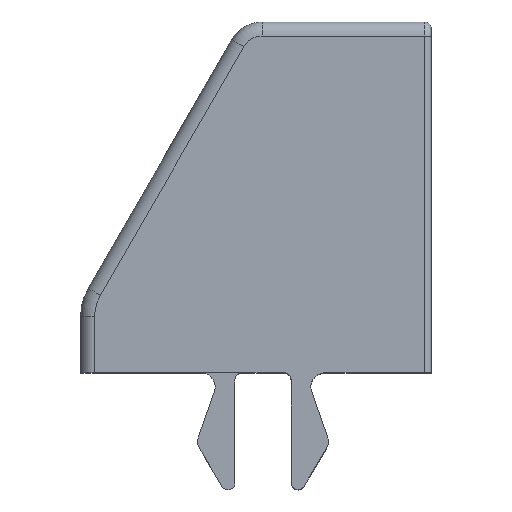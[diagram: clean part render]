
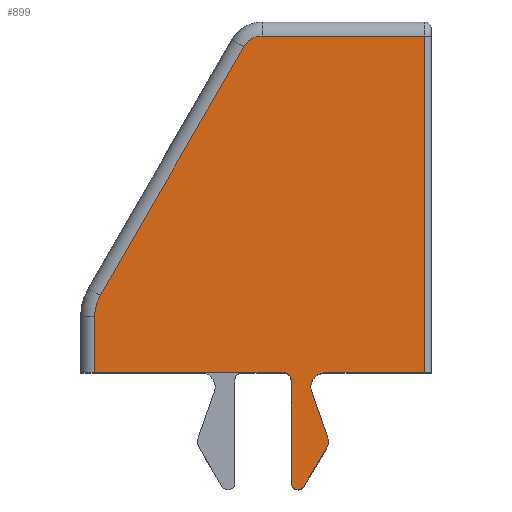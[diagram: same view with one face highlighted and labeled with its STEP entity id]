
A CAD part, top view. The second image highlights one B-rep face of the part: STEP entity #899.
In plain terms, the highlighted face is planar.
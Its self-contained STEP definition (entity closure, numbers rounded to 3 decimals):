
#45 = LINE ( 'NONE', #2457, #887 ) ;
#81 = CARTESIAN_POINT ( 'NONE',  ( 24., -21., 0. ) ) ;
#167 = VECTOR ( 'NONE', #2966, 1000. ) ;
#190 = VERTEX_POINT ( 'NONE', #1331 ) ;
#258 = ORIENTED_EDGE ( 'NONE', *, *, #2219, .T. ) ;
#263 = DIRECTION ( 'NONE',  ( 0., 0., 1. ) ) ;
#265 = DIRECTION ( 'NONE',  ( 1., 0., 0. ) ) ;
#271 = FACE_OUTER_BOUND ( 'NONE', #2729, .T. ) ;
#272 = DIRECTION ( 'NONE',  ( 0., -1., 0. ) ) ;
#301 = VERTEX_POINT ( 'NONE', #2282 ) ;
#313 = LINE ( 'NONE', #1732, #973 ) ;
#340 = ORIENTED_EDGE ( 'NONE', *, *, #2722, .T. ) ;
#354 = VECTOR ( 'NONE', #2451, 1000. ) ;
#372 = DIRECTION ( 'NONE',  ( 0., -1., 0. ) ) ;
#460 = CARTESIAN_POINT ( 'NONE',  ( -4.561, -7.404, 0. ) ) ;
#466 = ORIENTED_EDGE ( 'NONE', *, *, #2811, .T. ) ;
#472 = VERTEX_POINT ( 'NONE', #902 ) ;
#507 = AXIS2_PLACEMENT_3D ( 'NONE', #1894, #263, #2159 ) ;
#540 = VERTEX_POINT ( 'NONE', #2516 ) ;
#557 = DIRECTION ( 'NONE',  ( 0., 0., -1. ) ) ;
#566 = VECTOR ( 'NONE', #3084, 1000. ) ;
#724 = AXIS2_PLACEMENT_3D ( 'NONE', #914, #2763, #1206 ) ;
#726 = VERTEX_POINT ( 'NONE', #3314 ) ;
#737 = VERTEX_POINT ( 'NONE', #836 ) ;
#771 = DIRECTION ( 'NONE',  ( 0., 0., -1. ) ) ;
#833 = CARTESIAN_POINT ( 'NONE',  ( 0., -0.5, 0. ) ) ;
#836 = CARTESIAN_POINT ( 'NONE',  ( 23.25, -13.356, 0. ) ) ;
#848 = ORIENTED_EDGE ( 'NONE', *, *, #2891, .T. ) ;
#870 = CARTESIAN_POINT ( 'NONE',  ( 0., 0., 0. ) ) ;
#875 = DIRECTION ( 'NONE',  ( 1., 0., 0. ) ) ;
#887 = VECTOR ( 'NONE', #875, 1000. ) ;
#899 = ADVANCED_FACE ( 'NONE', ( #271 ), #1905, .F. ) ;
#902 = CARTESIAN_POINT ( 'NONE',  ( -1.33, -8.534, 0. ) ) ;
#914 = CARTESIAN_POINT ( 'NONE',  ( 4.01, -21., 0. ) ) ;
#947 = VERTEX_POINT ( 'NONE', #2972 ) ;
#970 = LINE ( 'NONE', #1486, #2987 ) ;
#973 = VECTOR ( 'NONE', #3276, 1000. ) ;
#985 = DIRECTION ( 'NONE',  ( 0., 0., 1. ) ) ;
#1040 = ORIENTED_EDGE ( 'NONE', *, *, #1351, .T. ) ;
#1066 = ORIENTED_EDGE ( 'NONE', *, *, #2195, .T. ) ;
#1115 = EDGE_CURVE ( 'NONE', #3058, #540, #2833, .T. ) ;
#1143 = ORIENTED_EDGE ( 'NONE', *, *, #1656, .T. ) ;
#1206 = DIRECTION ( 'NONE',  ( 1., 0., 0. ) ) ;
#1283 = CIRCLE ( 'NONE', #2426, 0.5 ) ;
#1319 = ORIENTED_EDGE ( 'NONE', *, *, #2626, .T. ) ;
#1324 = LINE ( 'NONE', #2317, #566 ) ;
#1331 = CARTESIAN_POINT ( 'NONE',  ( -5.401, -7.487, 0. ) ) ;
#1351 = EDGE_CURVE ( 'NONE', #726, #301, #313, .T. ) ;
#1364 = AXIS2_PLACEMENT_3D ( 'NONE', #2372, #771, #2632 ) ;
#1411 = ORIENTED_EDGE ( 'NONE', *, *, #1678, .T. ) ;
#1416 = CIRCLE ( 'NONE', #2040, 1. ) ;
#1442 = CARTESIAN_POINT ( 'NONE',  ( -0.5, -10.5, 0. ) ) ;
#1477 = EDGE_CURVE ( 'NONE', #301, #947, #1283, .T. ) ;
#1486 = CARTESIAN_POINT ( 'NONE',  ( 5.51, -23.598, 0. ) ) ;
#1513 = EDGE_CURVE ( 'NONE', #1928, #540, #3171, .T. ) ;
#1596 = DIRECTION ( 'NONE',  ( -1., 0., 0. ) ) ;
#1605 = VECTOR ( 'NONE', #372, 1000. ) ;
#1627 = AXIS2_PLACEMENT_3D ( 'NONE', #1442, #3228, #1691 ) ;
#1656 = EDGE_CURVE ( 'NONE', #472, #3219, #1416, .T. ) ;
#1678 = EDGE_CURVE ( 'NONE', #947, #190, #1324, .T. ) ;
#1691 = DIRECTION ( 'NONE',  ( 1., 0., 0. ) ) ;
#1730 = LINE ( 'NONE', #3190, #2946 ) ;
#1732 = CARTESIAN_POINT ( 'NONE',  ( -9.643, -10., 0. ) ) ;
#1836 = EDGE_CURVE ( 'NONE', #3241, #3219, #1730, .T. ) ;
#1891 = CIRCLE ( 'NONE', #2572, 1.5 ) ;
#1894 = CARTESIAN_POINT ( 'NONE',  ( 4.01, -21., 0. ) ) ;
#1898 = CIRCLE ( 'NONE', #724, 3. ) ;
#1902 = CARTESIAN_POINT ( 'NONE',  ( 0., -7.591, 0. ) ) ;
#1905 = PLANE ( 'NONE',  #507 ) ;
#1908 = DIRECTION ( 'NONE',  ( 0., 0., -1. ) ) ;
#1928 = VERTEX_POINT ( 'NONE', #2710 ) ;
#2040 = AXIS2_PLACEMENT_3D ( 'NONE', #2563, #985, #2830 ) ;
#2146 = EDGE_CURVE ( 'NONE', #737, #2894, #970, .T. ) ;
#2159 = DIRECTION ( 'NONE',  ( 1., 0., 0. ) ) ;
#2182 = CARTESIAN_POINT ( 'NONE',  ( -7.818, -9.5, 0. ) ) ;
#2195 = EDGE_CURVE ( 'NONE', #3104, #3447, #2458, .T. ) ;
#2219 = EDGE_CURVE ( 'NONE', #3241, #3104, #45, .T. ) ;
#2221 = CIRCLE ( 'NONE', #1627, 0.5 ) ;
#2227 = EDGE_CURVE ( 'NONE', #726, #1928, #2221, .T. ) ;
#2230 = VECTOR ( 'NONE', #1596, 1000. ) ;
#2246 = CARTESIAN_POINT ( 'NONE',  ( 5.51, -23.598, 0. ) ) ;
#2282 = CARTESIAN_POINT ( 'NONE',  ( -7.818, -10., 0. ) ) ;
#2317 = CARTESIAN_POINT ( 'NONE',  ( -5., -7.25, 0. ) ) ;
#2336 = ORIENTED_EDGE ( 'NONE', *, *, #2146, .T. ) ;
#2337 = LINE ( 'NONE', #2436, #167 ) ;
#2372 = CARTESIAN_POINT ( 'NONE',  ( -4.891, -8.348, 0. ) ) ;
#2426 = AXIS2_PLACEMENT_3D ( 'NONE', #2182, #557, #2440 ) ;
#2436 = CARTESIAN_POINT ( 'NONE',  ( 0., -9., 0. ) ) ;
#2440 = DIRECTION ( 'NONE',  ( 1., 0., 0. ) ) ;
#2451 = DIRECTION ( 'NONE',  ( 0., -1., 0. ) ) ;
#2457 = CARTESIAN_POINT ( 'NONE',  ( 4.01, -0.5, 0. ) ) ;
#2458 = LINE ( 'NONE', #81, #1605 ) ;
#2516 = CARTESIAN_POINT ( 'NONE',  ( 0., -24., 0. ) ) ;
#2563 = CARTESIAN_POINT ( 'NONE',  ( -1., -7.591, 0. ) ) ;
#2572 = AXIS2_PLACEMENT_3D ( 'NONE', #3446, #1908, #265 ) ;
#2590 = VERTEX_POINT ( 'NONE', #460 ) ;
#2609 = ORIENTED_EDGE ( 'NONE', *, *, #1513, .F. ) ;
#2626 = EDGE_CURVE ( 'NONE', #190, #2590, #2750, .T. ) ;
#2632 = DIRECTION ( 'NONE',  ( 1., 0., 0. ) ) ;
#2641 = CARTESIAN_POINT ( 'NONE',  ( 24., -12.057, 0. ) ) ;
#2695 = ORIENTED_EDGE ( 'NONE', *, *, #1115, .T. ) ;
#2710 = CARTESIAN_POINT ( 'NONE',  ( 0., -10.5, 0. ) ) ;
#2722 = EDGE_CURVE ( 'NONE', #3447, #737, #1891, .T. ) ;
#2729 = EDGE_LOOP ( 'NONE', ( #2609, #3308, #1040, #3364, #1411, #1319, #466, #1143, #2850, #258, #1066, #340, #2336, #848, #2695 ) ) ;
#2750 = CIRCLE ( 'NONE', #1364, 1. ) ;
#2763 = DIRECTION ( 'NONE',  ( 0., 0., -1. ) ) ;
#2811 = EDGE_CURVE ( 'NONE', #2590, #472, #2337, .T. ) ;
#2830 = DIRECTION ( 'NONE',  ( 1., 0., 0. ) ) ;
#2833 = LINE ( 'NONE', #3128, #2230 ) ;
#2850 = ORIENTED_EDGE ( 'NONE', *, *, #1836, .F. ) ;
#2891 = EDGE_CURVE ( 'NONE', #2894, #3058, #1898, .T. ) ;
#2894 = VERTEX_POINT ( 'NONE', #2246 ) ;
#2919 = CARTESIAN_POINT ( 'NONE',  ( 24., -0.5, 0. ) ) ;
#2946 = VECTOR ( 'NONE', #272, 1000. ) ;
#2966 = DIRECTION ( 'NONE',  ( 0.944, -0.33, 0. ) ) ;
#2972 = CARTESIAN_POINT ( 'NONE',  ( -8.072, -9.07, 0. ) ) ;
#2987 = VECTOR ( 'NONE', #3022, 1000. ) ;
#3022 = DIRECTION ( 'NONE',  ( -0.866, -0.5, 0. ) ) ;
#3058 = VERTEX_POINT ( 'NONE', #3395 ) ;
#3084 = DIRECTION ( 'NONE',  ( 0.86, 0.51, 0. ) ) ;
#3104 = VERTEX_POINT ( 'NONE', #2919 ) ;
#3128 = CARTESIAN_POINT ( 'NONE',  ( 4.01, -24., 0. ) ) ;
#3171 = LINE ( 'NONE', #870, #354 ) ;
#3190 = CARTESIAN_POINT ( 'NONE',  ( 0., 0., 0. ) ) ;
#3219 = VERTEX_POINT ( 'NONE', #1902 ) ;
#3228 = DIRECTION ( 'NONE',  ( 0., 0., -1. ) ) ;
#3241 = VERTEX_POINT ( 'NONE', #833 ) ;
#3276 = DIRECTION ( 'NONE',  ( -1., 0., 0. ) ) ;
#3308 = ORIENTED_EDGE ( 'NONE', *, *, #2227, .F. ) ;
#3314 = CARTESIAN_POINT ( 'NONE',  ( -0.5, -10., 0. ) ) ;
#3364 = ORIENTED_EDGE ( 'NONE', *, *, #1477, .T. ) ;
#3395 = CARTESIAN_POINT ( 'NONE',  ( 4.01, -24., 0. ) ) ;
#3446 = CARTESIAN_POINT ( 'NONE',  ( 22.5, -12.057, 0. ) ) ;
#3447 = VERTEX_POINT ( 'NONE', #2641 ) ;
